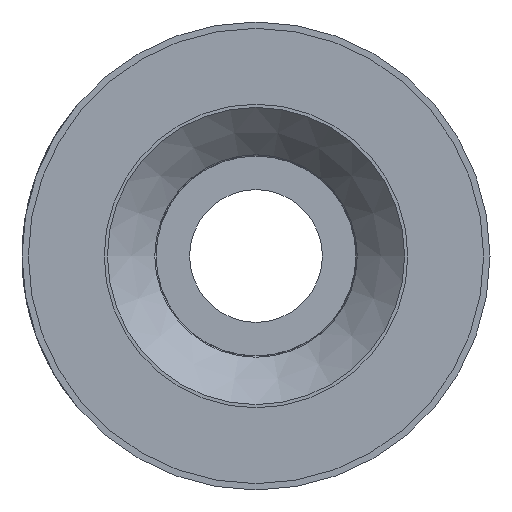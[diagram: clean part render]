
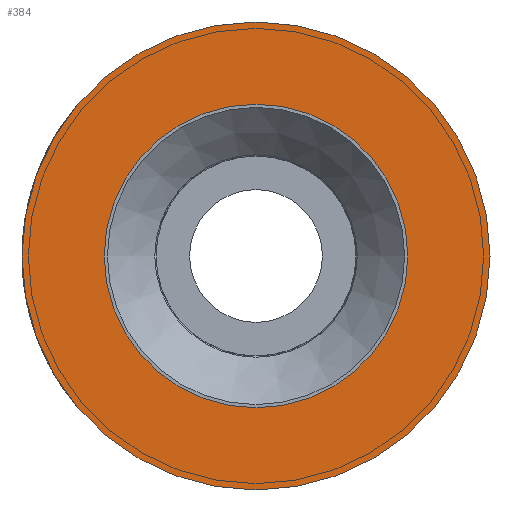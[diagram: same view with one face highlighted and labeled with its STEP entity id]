
A CAD part, left-side view. The second image highlights one B-rep face of the part: STEP entity #384.
In plain terms, the highlighted planar face has unit normal (-1, 0, 0).
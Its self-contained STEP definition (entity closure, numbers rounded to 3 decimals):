
#143=PLANE('',#3611);
#384=ADVANCED_FACE('',(#629,#630),#143,.T.);
#629=FACE_BOUND('',#738,.T.);
#630=FACE_BOUND('',#739,.T.);
#738=EDGE_LOOP('',(#1104));
#739=EDGE_LOOP('',(#1105));
#1104=ORIENTED_EDGE('',*,*,#2092,.T.);
#1105=ORIENTED_EDGE('',*,*,#1989,.T.);
#1713=VERTEX_POINT('',#5136);
#1800=VERTEX_POINT('',#7047);
#1989=EDGE_CURVE('',#1713,#1713,#2397,.T.);
#2092=EDGE_CURVE('',#1800,#1800,#2436,.T.);
#2397=CIRCLE('',#3535,1.85);
#2436=CIRCLE('',#3609,1.2);
#3535=AXIS2_PLACEMENT_3D('',#5135,#3997,#3998);
#3609=AXIS2_PLACEMENT_3D('',#7046,#4184,#4185);
#3611=AXIS2_PLACEMENT_3D('',#7049,#4188,#4189);
#3997=DIRECTION('',(-1.,0.,0.));
#3998=DIRECTION('',(0.,1.,0.));
#4184=DIRECTION('',(1.,0.,0.));
#4185=DIRECTION('',(0.,1.,0.));
#4188=DIRECTION('',(-1.,0.,0.));
#4189=DIRECTION('',(0.,1.,0.));
#5135=CARTESIAN_POINT('',(10.24,-14.888,0.));
#5136=CARTESIAN_POINT('',(10.24,-13.038,0.));
#7046=CARTESIAN_POINT('',(10.24,-14.888,0.));
#7047=CARTESIAN_POINT('',(10.24,-13.688,0.));
#7049=CARTESIAN_POINT('',(10.24,-17.088,2.2));
